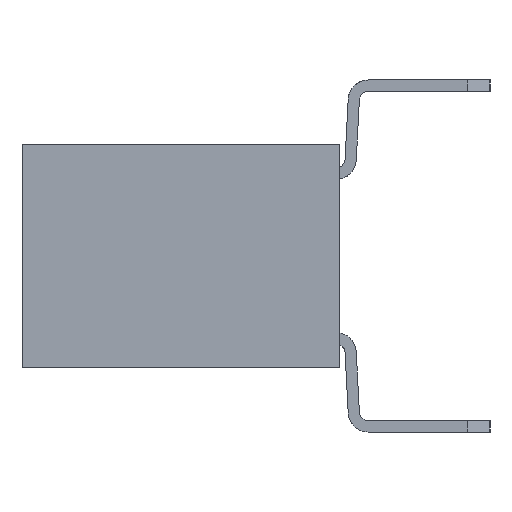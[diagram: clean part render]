
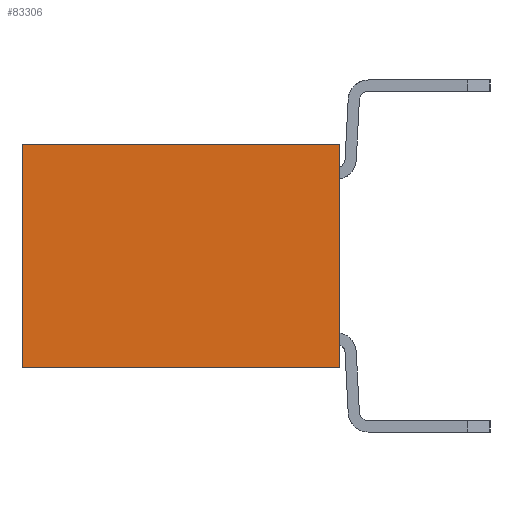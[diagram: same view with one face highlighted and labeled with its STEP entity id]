
A CAD part, left-side view. The second image highlights one B-rep face of the part: STEP entity #83306.
In plain terms, the highlighted planar face has unit normal (-1, 0, 0).
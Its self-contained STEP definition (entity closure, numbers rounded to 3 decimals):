
#3667=CARTESIAN_POINT('',(-1.27,1.,-6.1));
#3668=VERTEX_POINT('',#3667);
#3680=CARTESIAN_POINT('',(-1.27,8.1,-6.1));
#3681=VERTEX_POINT('',#3680);
#3682=CARTESIAN_POINT('',(-1.27,8.1,-6.1));
#3683=CARTESIAN_POINT('',(-1.27,6.68,-6.1));
#3684=CARTESIAN_POINT('',(-1.27,5.26,-6.1));
#3685=CARTESIAN_POINT('',(-1.27,3.84,-6.1));
#3686=CARTESIAN_POINT('',(-1.27,2.42,-6.1));
#3687=CARTESIAN_POINT('',(-1.27,1.,-6.1));
#3688=B_SPLINE_CURVE_WITH_KNOTS('',5,(#3682,#3683,#3684,#3685,#3686,#3687),.UNSPECIFIED.,.F.,.U.,(6,6),(0.,7.1),.UNSPECIFIED.);
#3689=EDGE_CURVE('',#3681,#3668,#3688,.T.);
#3719=CARTESIAN_POINT('',(-1.27,1.,-1.1));
#3720=VERTEX_POINT('',#3719);
#3743=CARTESIAN_POINT('',(-1.27,8.1,-1.1));
#3744=VERTEX_POINT('',#3743);
#3754=CARTESIAN_POINT('',(-1.27,1.,-1.1));
#3755=CARTESIAN_POINT('',(-1.27,2.42,-1.1));
#3756=CARTESIAN_POINT('',(-1.27,3.84,-1.1));
#3757=CARTESIAN_POINT('',(-1.27,5.26,-1.1));
#3758=CARTESIAN_POINT('',(-1.27,6.68,-1.1));
#3759=CARTESIAN_POINT('',(-1.27,8.1,-1.1));
#3760=B_SPLINE_CURVE_WITH_KNOTS('',5,(#3754,#3755,#3756,#3757,#3758,#3759),.UNSPECIFIED.,.F.,.U.,(6,6),(0.,7.1),.UNSPECIFIED.);
#3761=EDGE_CURVE('',#3720,#3744,#3760,.T.);
#3782=CARTESIAN_POINT('',(-1.27,8.1,-1.1));
#3783=CARTESIAN_POINT('',(-1.27,8.1,-2.1));
#3784=CARTESIAN_POINT('',(-1.27,8.1,-3.1));
#3785=CARTESIAN_POINT('',(-1.27,8.1,-4.1));
#3786=CARTESIAN_POINT('',(-1.27,8.1,-5.1));
#3787=CARTESIAN_POINT('',(-1.27,8.1,-6.1));
#3788=B_SPLINE_CURVE_WITH_KNOTS('',5,(#3782,#3783,#3784,#3785,#3786,#3787),.UNSPECIFIED.,.F.,.U.,(6,6),(0.,5.),.UNSPECIFIED.);
#3789=EDGE_CURVE('',#3744,#3681,#3788,.T.);
#83268=CARTESIAN_POINT('',(-1.27,4.55,-3.6));
#83269=DIRECTION('',(0.,0.,1.));
#83270=DIRECTION('',(-1.,0.,0.));
#83271=AXIS2_PLACEMENT_3D('',#83268,#83270,#83269);
#83272=PLANE('',#83271);
#83273=ORIENTED_EDGE('',*,*,#3789,.T.);
#83274=ORIENTED_EDGE('',*,*,#3689,.T.);
#83275=CARTESIAN_POINT('',(-1.27,1.,-5.72));
#83276=VERTEX_POINT('',#83275);
#83277=CARTESIAN_POINT('',(-1.27,1.,-5.72));
#83278=CARTESIAN_POINT('',(-1.27,1.,-5.796));
#83279=CARTESIAN_POINT('',(-1.27,1.,-5.872));
#83280=CARTESIAN_POINT('',(-1.27,1.,-5.948));
#83281=CARTESIAN_POINT('',(-1.27,1.,-6.024));
#83282=CARTESIAN_POINT('',(-1.27,1.,-6.1));
#83283=B_SPLINE_CURVE_WITH_KNOTS('',5,(#83277,#83278,#83279,#83280,#83281,#83282),.UNSPECIFIED.,.F.,.U.,(6,6),(0.,0.38),.UNSPECIFIED.);
#83284=EDGE_CURVE('',#83276,#3668,#83283,.T.);
#83285=ORIENTED_EDGE('',*,*,#83284,.F.);
#83286=CARTESIAN_POINT('',(-1.27,1.,-1.48));
#83287=VERTEX_POINT('',#83286);
#83288=CARTESIAN_POINT('',(-1.27,1.,-1.48));
#83289=DIRECTION('',(0.,0.,-1.));
#83290=VECTOR('',#83289,4.24);
#83291=LINE('',#83288,#83290);
#83292=EDGE_CURVE('',#83287,#83276,#83291,.T.);
#83293=ORIENTED_EDGE('',*,*,#83292,.F.);
#83294=CARTESIAN_POINT('',(-1.27,1.,-1.48));
#83295=CARTESIAN_POINT('',(-1.27,1.,-1.404));
#83296=CARTESIAN_POINT('',(-1.27,1.,-1.328));
#83297=CARTESIAN_POINT('',(-1.27,1.,-1.252));
#83298=CARTESIAN_POINT('',(-1.27,1.,-1.176));
#83299=CARTESIAN_POINT('',(-1.27,1.,-1.1));
#83300=B_SPLINE_CURVE_WITH_KNOTS('',5,(#83294,#83295,#83296,#83297,#83298,#83299),.UNSPECIFIED.,.F.,.U.,(6,6),(0.,0.38),.UNSPECIFIED.);
#83301=EDGE_CURVE('',#83287,#3720,#83300,.T.);
#83302=ORIENTED_EDGE('',*,*,#83301,.T.);
#83303=ORIENTED_EDGE('',*,*,#3761,.T.);
#83304=EDGE_LOOP('',(#83273,#83274,#83285,#83293,#83302,#83303));
#83305=FACE_OUTER_BOUND('',#83304,.T.);
#83306=ADVANCED_FACE('',(#83305),#83272,.T.);
